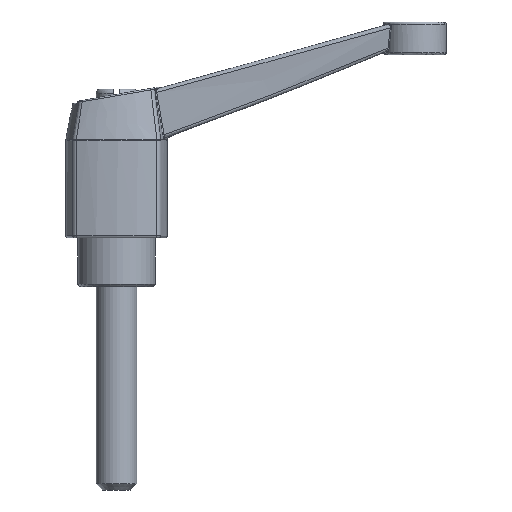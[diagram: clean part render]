
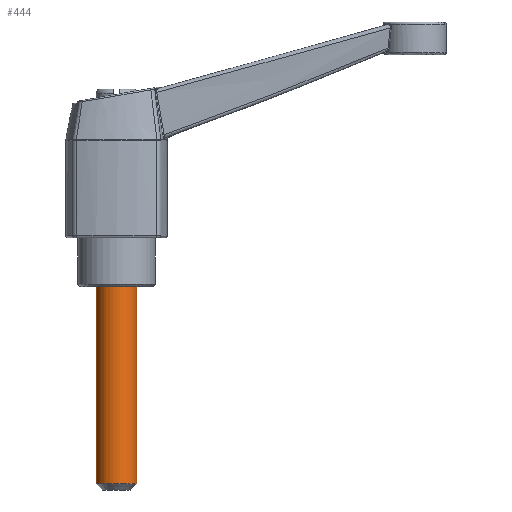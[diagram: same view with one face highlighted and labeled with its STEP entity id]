
A CAD part, front view. The second image highlights one B-rep face of the part: STEP entity #444.
In plain terms, the highlighted cylindrical face has radius 5 mm (diameter 10 mm), a full revolution.
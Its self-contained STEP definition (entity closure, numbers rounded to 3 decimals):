
#444 = ADVANCED_FACE( '', ( #904, #905 ), #906, .T. );
#904 = FACE_OUTER_BOUND( '', #8362, .T. );
#905 = FACE_OUTER_BOUND( '', #8363, .T. );
#906 = CYLINDRICAL_SURFACE( '', #8364, 5. );
#8362 = EDGE_LOOP( '', ( #9989 ) );
#8363 = EDGE_LOOP( '', ( #9990 ) );
#8364 = AXIS2_PLACEMENT_3D( '', #9991, #9992, #9993 );
#9989 = ORIENTED_EDGE( '', *, *, #10194, .T. );
#9990 = ORIENTED_EDGE( '', *, *, #10126, .T. );
#9991 = CARTESIAN_POINT( '', ( 0., 0., -62. ) );
#9992 = DIRECTION( '', ( 0., 0., -1. ) );
#9993 = DIRECTION( '', ( 1., 0., 0. ) );
#10126 = EDGE_CURVE( '', #10663, #10663, #10664, .T. );
#10194 = EDGE_CURVE( '', #10778, #10778, #10779, .F. );
#10663 = VERTEX_POINT( '', #11919 );
#10664 = CIRCLE( '', #11920, 5. );
#10778 = VERTEX_POINT( '', #12399 );
#10779 = CIRCLE( '', #12400, 5. );
#11919 = CARTESIAN_POINT( '', ( 0., 5., -12. ) );
#11920 = AXIS2_PLACEMENT_3D( '', #15817, #15818, #15819 );
#12399 = CARTESIAN_POINT( '', ( -5., 0., -60.5 ) );
#12400 = AXIS2_PLACEMENT_3D( '', #15894, #15895, #15896 );
#15817 = CARTESIAN_POINT( '', ( 0., 0., -12. ) );
#15818 = DIRECTION( '', ( 0., 0., -1. ) );
#15819 = DIRECTION( '', ( 0., 1., 0. ) );
#15894 = CARTESIAN_POINT( '', ( 0., 0., -60.5 ) );
#15895 = DIRECTION( '', ( 0., 0., -1. ) );
#15896 = DIRECTION( '', ( -1., 0., 0. ) );
